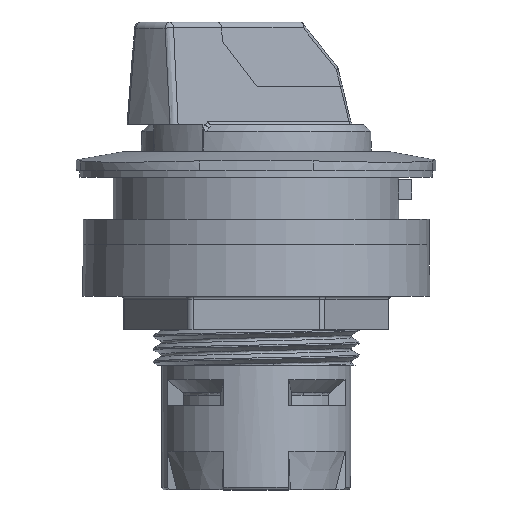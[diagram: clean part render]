
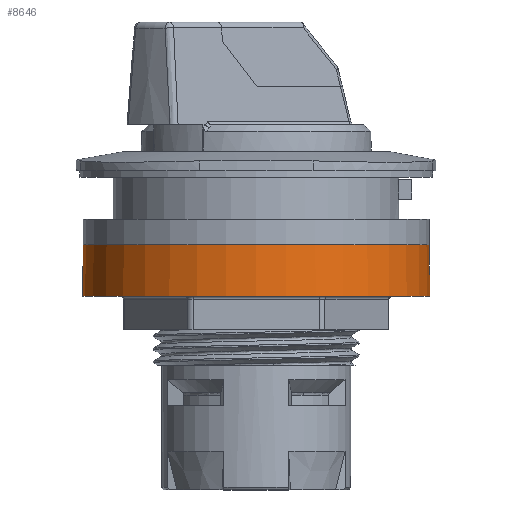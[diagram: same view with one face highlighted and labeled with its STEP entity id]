
A CAD part, front view. The second image highlights one B-rep face of the part: STEP entity #8646.
In plain terms, the highlighted conical face has half-angle 1 degrees and reference radius 13.465 mm.
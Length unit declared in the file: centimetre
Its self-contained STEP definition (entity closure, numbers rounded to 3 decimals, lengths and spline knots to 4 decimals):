
#313=FACE_BOUND($,#2344,.T.);
#814=CONICAL_SURFACE($,#9323,1.3465,1.);
#1140=CIRCLE($,#9324,1.35);
#1141=CIRCLE($,#9325,1.343);
#1692=FACE_OUTER_BOUND($,#2343,.T.);
#2343=EDGE_LOOP($,(#7075));
#2344=EDGE_LOOP($,(#7076));
#3844=VERTEX_POINT($,#30324);
#3845=VERTEX_POINT($,#30326);
#4946=EDGE_CURVE($,#3844,#3844,#1140,.T.);
#4947=EDGE_CURVE($,#3845,#3845,#1141,.T.);
#7075=ORIENTED_EDGE($,*,*,#4946,.F.);
#7076=ORIENTED_EDGE($,*,*,#4947,.T.);
#8646=ADVANCED_FACE($,(#1692,#313),#814,.T.);
#9323=AXIS2_PLACEMENT_3D($,#30323,#10888,#10889);
#9324=AXIS2_PLACEMENT_3D($,#30325,#10890,#10891);
#9325=AXIS2_PLACEMENT_3D($,#30327,#10892,#10893);
#10888=DIRECTION('center_axis',(0.,0.,-1.));
#10889=DIRECTION('ref_axis',(1.,0.,0.));
#10890=DIRECTION('center_axis',(0.,0.,-1.));
#10891=DIRECTION('ref_axis',(1.,0.,0.));
#10892=DIRECTION('center_axis',(0.,0.,-1.));
#10893=DIRECTION('ref_axis',(1.,0.,0.));
#30323=CARTESIAN_POINT('Origin',(0.,0.,
1.705));
#30324=CARTESIAN_POINT('',(1.35,0.,1.505));
#30325=CARTESIAN_POINT('Origin',(0.,0.,
1.505));
#30326=CARTESIAN_POINT('',(1.343,0.,1.905));
#30327=CARTESIAN_POINT('Origin',(0.,0.,
1.905));
